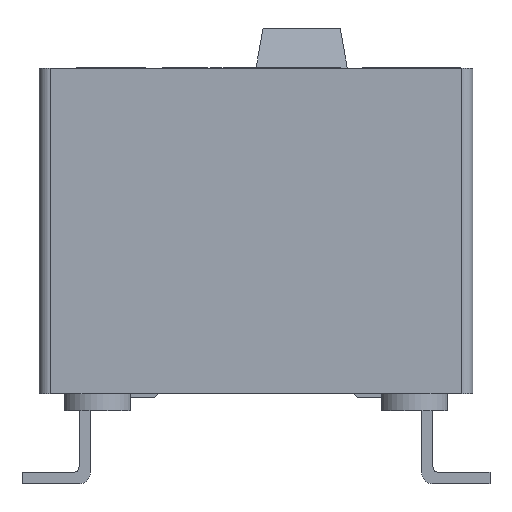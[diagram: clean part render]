
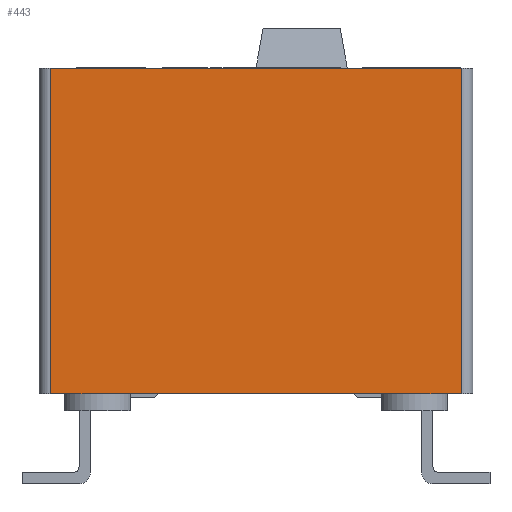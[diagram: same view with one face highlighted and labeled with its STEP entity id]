
A CAD part, left-side view. The second image highlights one B-rep face of the part: STEP entity #443.
In plain terms, the highlighted planar face has unit normal (-1, 0, 0).
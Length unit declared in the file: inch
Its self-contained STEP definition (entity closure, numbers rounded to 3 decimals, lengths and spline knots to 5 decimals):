
#251 = ORIENTED_EDGE ( 'NONE', *, *, #5314, .F. ) ;
#371 = CARTESIAN_POINT ( 'NONE',  ( 0., -0.00984, 0. ) ) ;
#443 = ADVANCED_FACE ( 'NONE', ( #5044 ), #4370, .T. ) ;
#648 = CARTESIAN_POINT ( 'NONE',  ( 0., -0.37016, -0.285 ) ) ;
#652 = EDGE_CURVE ( 'NONE', #830, #7539, #6697, .T. ) ;
#755 = DIRECTION ( 'NONE',  ( 0., -1., 0. ) ) ;
#830 = VERTEX_POINT ( 'NONE', #4128 ) ;
#895 = ORIENTED_EDGE ( 'NONE', *, *, #4861, .F. ) ;
#977 = VERTEX_POINT ( 'NONE', #1797 ) ;
#1017 = CARTESIAN_POINT ( 'NONE',  ( 0., -0.00984, -0.285 ) ) ;
#1071 = VECTOR ( 'NONE', #3008, 39.37008 ) ;
#1337 = CARTESIAN_POINT ( 'NONE',  ( 0., -0.00984, -0.285 ) ) ;
#1500 = VERTEX_POINT ( 'NONE', #6073 ) ;
#1577 = ORIENTED_EDGE ( 'NONE', *, *, #3804, .T. ) ;
#1605 = CARTESIAN_POINT ( 'NONE',  ( 0., -0.051, -0.285 ) ) ;
#1797 = CARTESIAN_POINT ( 'NONE',  ( 0., -0.00984, 0. ) ) ;
#2650 = LINE ( 'NONE', #648, #4312 ) ;
#2724 = DIRECTION ( 'NONE',  ( 0., -1., 0. ) ) ;
#3008 = DIRECTION ( 'NONE',  ( 0., -1., 0. ) ) ;
#3051 = ORIENTED_EDGE ( 'NONE', *, *, #6848, .T. ) ;
#3153 = LINE ( 'NONE', #371, #1071 ) ;
#3298 = ORIENTED_EDGE ( 'NONE', *, *, #3970, .T. ) ;
#3804 = EDGE_CURVE ( 'NONE', #4438, #830, #5546, .T. ) ;
#3970 = EDGE_CURVE ( 'NONE', #5828, #4438, #5439, .T. ) ;
#4005 = CARTESIAN_POINT ( 'NONE',  ( 0., -0.00984, -0.285 ) ) ;
#4119 = EDGE_LOOP ( 'NONE', ( #895, #251, #3298, #1577, #8046, #3051 ) ) ;
#4128 = CARTESIAN_POINT ( 'NONE',  ( 0., -0.329, -0.285 ) ) ;
#4312 = VECTOR ( 'NONE', #4359, 39.37008 ) ;
#4359 = DIRECTION ( 'NONE',  ( 0., 0., 1. ) ) ;
#4370 = PLANE ( 'NONE',  #7648 ) ;
#4438 = VERTEX_POINT ( 'NONE', #1605 ) ;
#4861 = EDGE_CURVE ( 'NONE', #977, #1500, #3153, .T. ) ;
#5044 = FACE_OUTER_BOUND ( 'NONE', #4119, .T. ) ;
#5314 = EDGE_CURVE ( 'NONE', #5828, #977, #6098, .T. ) ;
#5439 = LINE ( 'NONE', #1337, #7082 ) ;
#5546 = LINE ( 'NONE', #4005, #6218 ) ;
#5828 = VERTEX_POINT ( 'NONE', #1017 ) ;
#6073 = CARTESIAN_POINT ( 'NONE',  ( 0., -0.37016, 0. ) ) ;
#6098 = LINE ( 'NONE', #8056, #7953 ) ;
#6218 = VECTOR ( 'NONE', #2724, 39.37008 ) ;
#6273 = DIRECTION ( 'NONE',  ( -1., 0., 0. ) ) ;
#6569 = CARTESIAN_POINT ( 'NONE',  ( 0., -0.00984, -0.285 ) ) ;
#6697 = LINE ( 'NONE', #6569, #7970 ) ;
#6842 = CARTESIAN_POINT ( 'NONE',  ( 0., -0.00984, -0.285 ) ) ;
#6848 = EDGE_CURVE ( 'NONE', #7539, #1500, #2650, .T. ) ;
#7081 = DIRECTION ( 'NONE',  ( 0., -1., 0. ) ) ;
#7082 = VECTOR ( 'NONE', #755, 39.37008 ) ;
#7470 = DIRECTION ( 'NONE',  ( 0., 1., 0. ) ) ;
#7539 = VERTEX_POINT ( 'NONE', #7770 ) ;
#7648 = AXIS2_PLACEMENT_3D ( 'NONE', #6842, #6273, #7470 ) ;
#7770 = CARTESIAN_POINT ( 'NONE',  ( 0., -0.37016, -0.285 ) ) ;
#7953 = VECTOR ( 'NONE', #8107, 39.37008 ) ;
#7970 = VECTOR ( 'NONE', #7081, 39.37008 ) ;
#8046 = ORIENTED_EDGE ( 'NONE', *, *, #652, .T. ) ;
#8056 = CARTESIAN_POINT ( 'NONE',  ( 0., -0.00984, -0.285 ) ) ;
#8107 = DIRECTION ( 'NONE',  ( 0., 0., 1. ) ) ;
